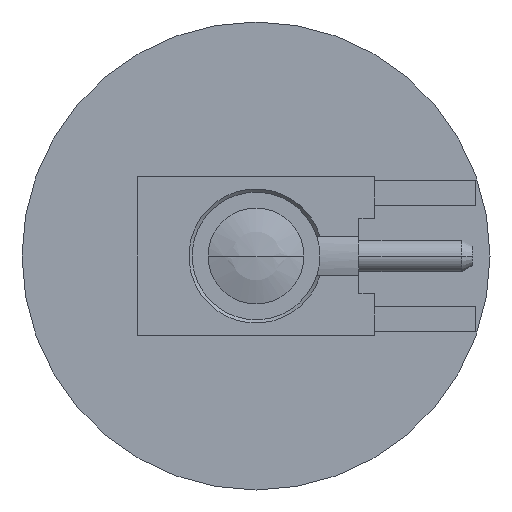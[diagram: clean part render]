
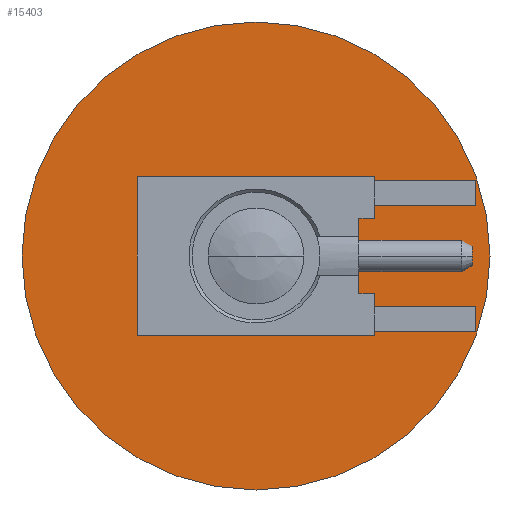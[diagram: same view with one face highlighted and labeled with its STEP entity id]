
A CAD part, left-side view. The second image highlights one B-rep face of the part: STEP entity #15403.
In plain terms, the highlighted planar face has unit normal (-1, 0, 0).
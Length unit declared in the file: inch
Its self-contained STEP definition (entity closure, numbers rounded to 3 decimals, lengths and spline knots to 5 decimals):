
#6545=CARTESIAN_POINT('',(0.47283,0.,0.));
#6546=DIRECTION('',(1.,0.,0.));
#6547=DIRECTION('',(0.,-1.,0.));
#6548=AXIS2_PLACEMENT_3D('',#6545,#6546,#6547);
#6550=CARTESIAN_POINT('',(0.47283,0.,0.));
#6551=DIRECTION('',(-1.,0.,0.));
#6552=DIRECTION('',(0.,-1.,0.));
#6553=AXIS2_PLACEMENT_3D('',#6550,#6551,#6552);
#6555=DIRECTION('',(0.,-1.,0.));
#6556=VECTOR('',#6555,0.3502);
#6557=CARTESIAN_POINT('',(0.47283,0.1876,-0.125));
#6558=LINE('',#6557,#6556);
#6559=DIRECTION('',(0.,0.,1.));
#6560=VECTOR('',#6559,0.25);
#6561=CARTESIAN_POINT('',(0.47283,-0.1626,-0.125));
#6562=LINE('',#6561,#6560);
#6563=DIRECTION('',(0.,1.,0.));
#6564=VECTOR('',#6563,0.3502);
#6565=CARTESIAN_POINT('',(0.47283,-0.1626,0.125));
#6566=LINE('',#6565,#6564);
#6567=DIRECTION('',(0.,0.,-1.));
#6568=VECTOR('',#6567,0.25);
#6569=CARTESIAN_POINT('',(0.47283,0.1876,0.125));
#6570=LINE('',#6569,#6568);
#8414=CARTESIAN_POINT('',(0.47283,-0.37008,0.));
#8416=VERTEX_POINT('',#8414);
#8418=CARTESIAN_POINT('',(0.47283,0.37008,0.));
#8420=VERTEX_POINT('',#8418);
#8442=CARTESIAN_POINT('',(0.47283,0.1876,0.125));
#8443=CARTESIAN_POINT('',(0.47283,0.1876,-0.125));
#8444=VERTEX_POINT('',#8442);
#8445=VERTEX_POINT('',#8443);
#8646=CARTESIAN_POINT('',(0.47283,-0.1626,-0.125));
#8647=VERTEX_POINT('',#8646);
#8654=CARTESIAN_POINT('',(0.47283,-0.1626,0.125));
#8655=VERTEX_POINT('',#8654);
#15384=CARTESIAN_POINT('',(0.47283,0.,0.));
#15385=DIRECTION('',(-1.,0.,0.));
#15386=DIRECTION('',(0.,1.,0.));
#15387=AXIS2_PLACEMENT_3D('',#15384,#15385,#15386);
#15388=PLANE('',#15387);
#15389=ORIENTED_EDGE('',*,*,#15377,.F.);
#15390=ORIENTED_EDGE('',*,*,#15366,.T.);
#15391=EDGE_LOOP('',(#15389,#15390));
#15392=FACE_OUTER_BOUND('',#15391,.F.);
#15394=ORIENTED_EDGE('',*,*,#15393,.T.);
#15396=ORIENTED_EDGE('',*,*,#15395,.T.);
#15398=ORIENTED_EDGE('',*,*,#15397,.T.);
#15400=ORIENTED_EDGE('',*,*,#15399,.T.);
#15401=EDGE_LOOP('',(#15394,#15396,#15398,#15400));
#15402=FACE_BOUND('',#15401,.F.);
#15403=ADVANCED_FACE('',(#15392,#15402),#15388,.T.);
#6549=CIRCLE('',#6548,0.37008);
#6554=CIRCLE('',#6553,0.37008);
#15366=EDGE_CURVE('',#8416,#8420,#6549,.T.);
#15377=EDGE_CURVE('',#8416,#8420,#6554,.T.);
#15393=EDGE_CURVE('',#8445,#8647,#6558,.T.);
#15395=EDGE_CURVE('',#8647,#8655,#6562,.T.);
#15397=EDGE_CURVE('',#8655,#8444,#6566,.T.);
#15399=EDGE_CURVE('',#8444,#8445,#6570,.T.);
